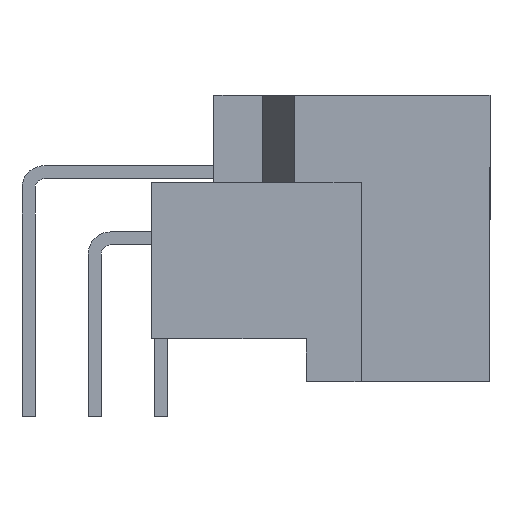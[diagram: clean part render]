
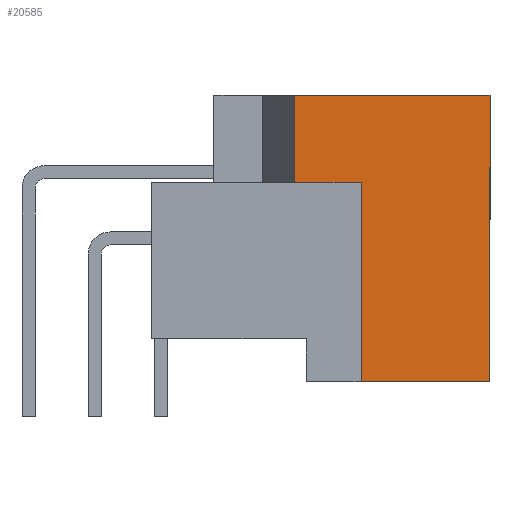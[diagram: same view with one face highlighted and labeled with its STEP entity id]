
A CAD part, front view. The second image highlights one B-rep face of the part: STEP entity #20585.
In plain terms, the highlighted planar face has unit normal (0, -1, 0).
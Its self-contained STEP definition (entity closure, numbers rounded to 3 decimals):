
#19463=CARTESIAN_POINT('',(7.69,-42.5,6.));
#19464=VERTEX_POINT('',#19463);
#19471=CARTESIAN_POINT('',(5.15,-42.5,6.));
#19472=VERTEX_POINT('',#19471);
#19473=CARTESIAN_POINT('',(5.15,-42.5,6.));
#19474=DIRECTION('',(1.0,0.0,0.0));
#19475=VECTOR('',#19474,2.54);
#19476=LINE('',#19473,#19475);
#19477=EDGE_CURVE('',#19472,#19464,#19476,.T.);
#19838=CARTESIAN_POINT('',(5.15,-42.5,9.35));
#19839=VERTEX_POINT('',#19838);
#19840=CARTESIAN_POINT('',(5.15,-42.5,9.35));
#19841=DIRECTION('',(0.0,0.0,-1.0));
#19842=VECTOR('',#19841,3.35);
#19843=LINE('',#19840,#19842);
#19844=EDGE_CURVE('',#19839,#19472,#19843,.T.);
#20510=CARTESIAN_POINT('',(12.64,-42.5,9.35));
#20511=VERTEX_POINT('',#20510);
#20512=CARTESIAN_POINT('',(12.64,-42.5,-1.65));
#20513=VERTEX_POINT('',#20512);
#20514=CARTESIAN_POINT('',(12.64,-42.5,9.35));
#20515=DIRECTION('',(0.0,0.0,-1.0));
#20516=VECTOR('',#20515,11.);
#20517=LINE('',#20514,#20516);
#20518=EDGE_CURVE('',#20511,#20513,#20517,.T.);
#20555=CARTESIAN_POINT('',(13.17,-42.5,3.85));
#20556=DIRECTION('',(0.0,-1.0,0.0));
#20557=DIRECTION('',(0.0,0.0,-1.0));
#20558=AXIS2_PLACEMENT_3D('',#20555,#20556,#20557);
#20559=PLANE('',#20558);
#20560=CARTESIAN_POINT('',(7.69,-42.5,-1.65));
#20561=VERTEX_POINT('',#20560);
#20562=CARTESIAN_POINT('',(7.69,-42.5,6.));
#20563=DIRECTION('',(0.,0.0,-1.0));
#20564=VECTOR('',#20563,7.65);
#20565=LINE('',#20562,#20564);
#20566=EDGE_CURVE('',#19464,#20561,#20565,.T.);
#20567=ORIENTED_EDGE('',*,*,#20566,.T.);
#20568=CARTESIAN_POINT('',(12.64,-42.5,-1.65));
#20569=DIRECTION('',(-1.0,0.0,0.0));
#20570=VECTOR('',#20569,4.95);
#20571=LINE('',#20568,#20570);
#20572=EDGE_CURVE('',#20513,#20561,#20571,.T.);
#20573=ORIENTED_EDGE('',*,*,#20572,.F.);
#20574=ORIENTED_EDGE('',*,*,#20518,.F.);
#20575=CARTESIAN_POINT('',(5.15,-42.5,9.35));
#20576=DIRECTION('',(1.0,0.0,0.0));
#20577=VECTOR('',#20576,7.49);
#20578=LINE('',#20575,#20577);
#20579=EDGE_CURVE('',#19839,#20511,#20578,.T.);
#20580=ORIENTED_EDGE('',*,*,#20579,.F.);
#20581=ORIENTED_EDGE('',*,*,#19844,.T.);
#20582=ORIENTED_EDGE('',*,*,#19477,.T.);
#20583=EDGE_LOOP('',(#20567,#20573,#20574,#20580,#20581,#20582));
#20584=FACE_OUTER_BOUND('',#20583,.T.);
#20585=ADVANCED_FACE('',(#20584),#20559,.T.);
